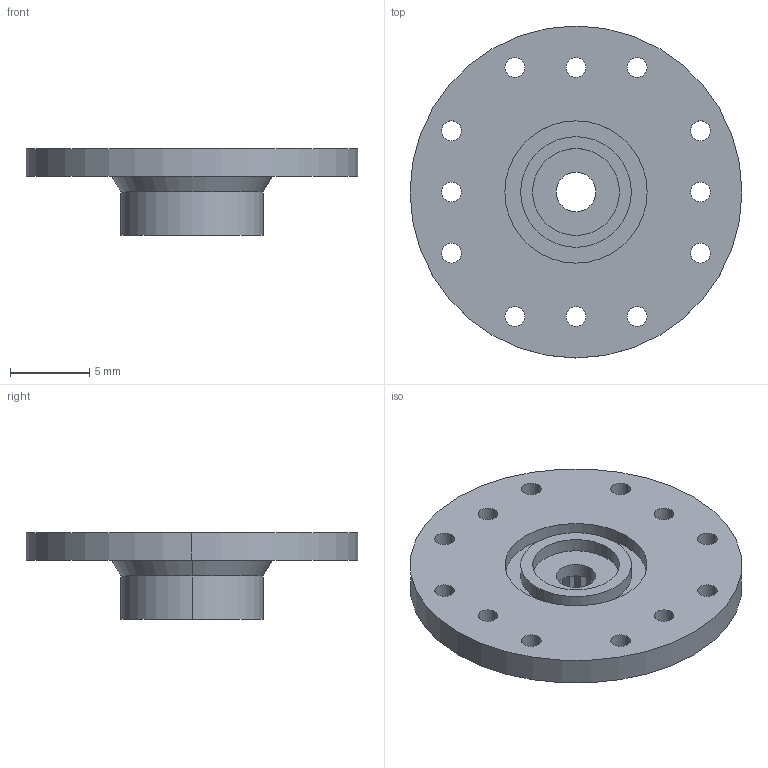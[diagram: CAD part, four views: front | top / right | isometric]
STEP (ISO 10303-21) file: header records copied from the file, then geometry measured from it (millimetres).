
FILE_DESCRIPTION (( 'STEP AP214' ), '1' );
FILE_NAME ('Circle.STEP', '2017-04-27T22:19:42', ( '' ), ( '' ), 'SwSTEP 2.0', 'SolidWorks 2016', '' );
FILE_SCHEMA (( 'AUTOMOTIVE_DESIGN' ));
Length unit declared in the file: inch
Products named in the file (1): Circle
Bounding box: 21 x 21 x 5.5 mm (x, y, z)
Volume: 683.4 mm3; surface area: 1094.8 mm2
Topology: 1 solids, 1 shells, 95 faces, 262 edges, 174 vertices
Faces by surface type: plane 57, cylinder 36, cone 2
Entity records: 3126 total; most frequent: CARTESIAN_POINT 532, DIRECTION 528, ORIENTED_EDGE 524, EDGE_CURVE 262, VECTOR 188, LINE 188, VERTEX_POINT 174, AXIS2_PLACEMENT_3D 170
